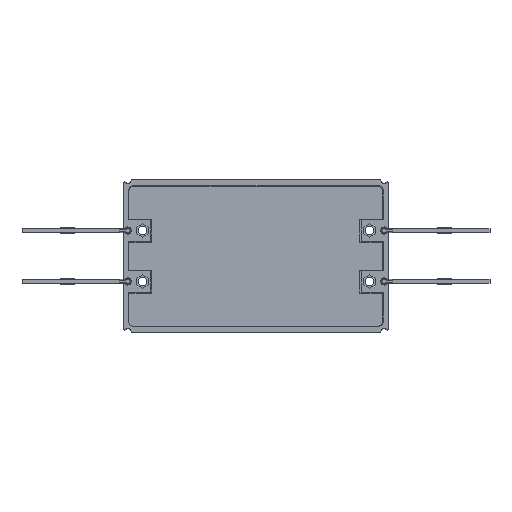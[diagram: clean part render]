
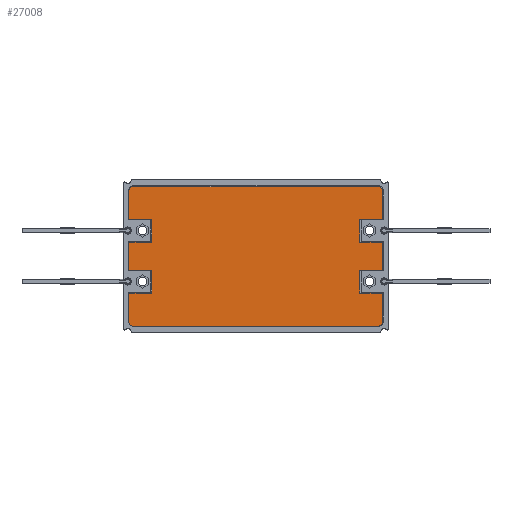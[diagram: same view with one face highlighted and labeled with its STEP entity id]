
A CAD part, left-side view. The second image highlights one B-rep face of the part: STEP entity #27008.
In plain terms, the highlighted face is planar.
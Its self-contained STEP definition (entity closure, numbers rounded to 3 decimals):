
#26561=CARTESIAN_POINT('',(32.3,-60.3,0.));
#26562=DIRECTION('',(0.,0.,1.));
#26563=DIRECTION('',(0.,-1.,0.));
#26564=AXIS2_PLACEMENT_3D('',#26561,#26562,#26563);
#26566=CARTESIAN_POINT('',(32.3,60.3,0.));
#26567=DIRECTION('',(0.,0.,1.));
#26568=DIRECTION('',(1.,0.,0.));
#26569=AXIS2_PLACEMENT_3D('',#26566,#26567,#26568);
#26571=CARTESIAN_POINT('',(-32.3,60.3,0.));
#26572=DIRECTION('',(0.,0.,1.));
#26573=DIRECTION('',(0.,1.,0.));
#26574=AXIS2_PLACEMENT_3D('',#26571,#26572,#26573);
#26576=CARTESIAN_POINT('',(-32.3,-60.3,0.));
#26577=DIRECTION('',(0.,0.,1.));
#26578=DIRECTION('',(-1.,0.,0.));
#26579=AXIS2_PLACEMENT_3D('',#26576,#26577,#26578);
#26589=DIRECTION('',(-1.,0.,0.));
#26590=VECTOR('',#26589,14.3);
#26591=CARTESIAN_POINT('',(32.3,-62.3,0.));
#26592=LINE('',#26591,#26590);
#26593=DIRECTION('',(0.,1.,0.));
#26594=VECTOR('',#26593,11.2);
#26595=CARTESIAN_POINT('',(18.,-62.3,0.));
#26596=LINE('',#26595,#26594);
#26601=DIRECTION('',(-1.,0.,0.));
#26602=VECTOR('',#26601,11.);
#26603=CARTESIAN_POINT('',(18.,-51.1,0.));
#26604=LINE('',#26603,#26602);
#26609=DIRECTION('',(0.,-1.,0.));
#26610=VECTOR('',#26609,11.2);
#26611=CARTESIAN_POINT('',(7.,-51.1,0.));
#26612=LINE('',#26611,#26610);
#26617=DIRECTION('',(-1.,0.,0.));
#26618=VECTOR('',#26617,14.);
#26619=CARTESIAN_POINT('',(7.,-62.3,0.));
#26620=LINE('',#26619,#26618);
#26625=DIRECTION('',(0.,1.,0.));
#26626=VECTOR('',#26625,11.2);
#26627=CARTESIAN_POINT('',(-7.,-62.3,0.));
#26628=LINE('',#26627,#26626);
#26633=DIRECTION('',(-1.,0.,0.));
#26634=VECTOR('',#26633,11.);
#26635=CARTESIAN_POINT('',(-7.,-51.1,0.));
#26636=LINE('',#26635,#26634);
#26641=DIRECTION('',(0.,-1.,0.));
#26642=VECTOR('',#26641,11.2);
#26643=CARTESIAN_POINT('',(-18.,-51.1,0.));
#26644=LINE('',#26643,#26642);
#26653=DIRECTION('',(-1.,0.,0.));
#26654=VECTOR('',#26653,14.3);
#26655=CARTESIAN_POINT('',(-18.,-62.3,0.));
#26656=LINE('',#26655,#26654);
#26665=DIRECTION('',(0.,1.,0.));
#26666=VECTOR('',#26665,120.6);
#26667=CARTESIAN_POINT('',(-34.3,-60.3,0.));
#26668=LINE('',#26667,#26666);
#26677=DIRECTION('',(1.,0.,0.));
#26678=VECTOR('',#26677,14.3);
#26679=CARTESIAN_POINT('',(-32.3,62.3,0.));
#26680=LINE('',#26679,#26678);
#26681=DIRECTION('',(0.,-1.,0.));
#26682=VECTOR('',#26681,11.2);
#26683=CARTESIAN_POINT('',(-18.,62.3,0.));
#26684=LINE('',#26683,#26682);
#26689=DIRECTION('',(1.,0.,0.));
#26690=VECTOR('',#26689,11.);
#26691=CARTESIAN_POINT('',(-18.,51.1,0.));
#26692=LINE('',#26691,#26690);
#26697=DIRECTION('',(0.,1.,0.));
#26698=VECTOR('',#26697,11.2);
#26699=CARTESIAN_POINT('',(-7.,51.1,0.));
#26700=LINE('',#26699,#26698);
#26705=DIRECTION('',(1.,0.,0.));
#26706=VECTOR('',#26705,14.);
#26707=CARTESIAN_POINT('',(-7.,62.3,0.));
#26708=LINE('',#26707,#26706);
#26713=DIRECTION('',(0.,-1.,0.));
#26714=VECTOR('',#26713,11.2);
#26715=CARTESIAN_POINT('',(7.,62.3,0.));
#26716=LINE('',#26715,#26714);
#26721=DIRECTION('',(1.,0.,0.));
#26722=VECTOR('',#26721,11.);
#26723=CARTESIAN_POINT('',(7.,51.1,0.));
#26724=LINE('',#26723,#26722);
#26729=DIRECTION('',(0.,1.,0.));
#26730=VECTOR('',#26729,11.2);
#26731=CARTESIAN_POINT('',(18.,51.1,0.));
#26732=LINE('',#26731,#26730);
#26741=DIRECTION('',(1.,0.,0.));
#26742=VECTOR('',#26741,14.3);
#26743=CARTESIAN_POINT('',(18.,62.3,0.));
#26744=LINE('',#26743,#26742);
#26753=DIRECTION('',(0.,-1.,0.));
#26754=VECTOR('',#26753,120.6);
#26755=CARTESIAN_POINT('',(34.3,60.3,0.));
#26756=LINE('',#26755,#26754);
#26857=CARTESIAN_POINT('',(32.3,-62.3,0.));
#26858=CARTESIAN_POINT('',(34.3,-60.3,0.));
#26859=VERTEX_POINT('',#26857);
#26860=VERTEX_POINT('',#26858);
#26861=CARTESIAN_POINT('',(34.3,60.3,0.));
#26862=VERTEX_POINT('',#26861);
#26863=CARTESIAN_POINT('',(32.3,62.3,0.));
#26864=VERTEX_POINT('',#26863);
#26865=CARTESIAN_POINT('',(18.,62.3,0.));
#26866=VERTEX_POINT('',#26865);
#26867=CARTESIAN_POINT('',(18.,51.1,0.));
#26868=VERTEX_POINT('',#26867);
#26869=CARTESIAN_POINT('',(7.,51.1,0.));
#26870=VERTEX_POINT('',#26869);
#26871=CARTESIAN_POINT('',(7.,62.3,0.));
#26872=VERTEX_POINT('',#26871);
#26873=CARTESIAN_POINT('',(-7.,62.3,0.));
#26874=VERTEX_POINT('',#26873);
#26875=CARTESIAN_POINT('',(-7.,51.1,0.));
#26876=VERTEX_POINT('',#26875);
#26877=CARTESIAN_POINT('',(-18.,51.1,0.));
#26878=VERTEX_POINT('',#26877);
#26879=CARTESIAN_POINT('',(-18.,62.3,0.));
#26880=VERTEX_POINT('',#26879);
#26881=CARTESIAN_POINT('',(-32.3,62.3,0.));
#26882=VERTEX_POINT('',#26881);
#26883=CARTESIAN_POINT('',(-34.3,60.3,0.));
#26884=VERTEX_POINT('',#26883);
#26885=CARTESIAN_POINT('',(-34.3,-60.3,0.));
#26886=VERTEX_POINT('',#26885);
#26887=CARTESIAN_POINT('',(-32.3,-62.3,0.));
#26888=VERTEX_POINT('',#26887);
#26889=CARTESIAN_POINT('',(-18.,-62.3,0.));
#26890=VERTEX_POINT('',#26889);
#26891=CARTESIAN_POINT('',(-18.,-51.1,0.));
#26892=VERTEX_POINT('',#26891);
#26893=CARTESIAN_POINT('',(-7.,-51.1,0.));
#26894=VERTEX_POINT('',#26893);
#26895=CARTESIAN_POINT('',(-7.,-62.3,0.));
#26896=VERTEX_POINT('',#26895);
#26897=CARTESIAN_POINT('',(7.,-62.3,0.));
#26898=VERTEX_POINT('',#26897);
#26899=CARTESIAN_POINT('',(7.,-51.1,0.));
#26900=VERTEX_POINT('',#26899);
#26901=CARTESIAN_POINT('',(18.,-51.1,0.));
#26902=VERTEX_POINT('',#26901);
#26903=CARTESIAN_POINT('',(18.,-62.3,0.));
#26904=VERTEX_POINT('',#26903);
#26953=CARTESIAN_POINT('',(0.,0.,0.));
#26954=DIRECTION('',(0.,0.,1.));
#26955=DIRECTION('',(1.,0.,0.));
#26956=AXIS2_PLACEMENT_3D('',#26953,#26954,#26955);
#26957=PLANE('',#26956);
#26959=ORIENTED_EDGE('',*,*,#26958,.T.);
#26961=ORIENTED_EDGE('',*,*,#26960,.F.);
#26963=ORIENTED_EDGE('',*,*,#26962,.T.);
#26965=ORIENTED_EDGE('',*,*,#26964,.F.);
#26967=ORIENTED_EDGE('',*,*,#26966,.F.);
#26969=ORIENTED_EDGE('',*,*,#26968,.F.);
#26971=ORIENTED_EDGE('',*,*,#26970,.F.);
#26973=ORIENTED_EDGE('',*,*,#26972,.F.);
#26975=ORIENTED_EDGE('',*,*,#26974,.F.);
#26977=ORIENTED_EDGE('',*,*,#26976,.F.);
#26979=ORIENTED_EDGE('',*,*,#26978,.F.);
#26981=ORIENTED_EDGE('',*,*,#26980,.F.);
#26983=ORIENTED_EDGE('',*,*,#26982,.T.);
#26985=ORIENTED_EDGE('',*,*,#26984,.F.);
#26987=ORIENTED_EDGE('',*,*,#26986,.T.);
#26989=ORIENTED_EDGE('',*,*,#26988,.F.);
#26991=ORIENTED_EDGE('',*,*,#26990,.F.);
#26993=ORIENTED_EDGE('',*,*,#26992,.F.);
#26995=ORIENTED_EDGE('',*,*,#26994,.F.);
#26997=ORIENTED_EDGE('',*,*,#26996,.F.);
#26999=ORIENTED_EDGE('',*,*,#26998,.F.);
#27001=ORIENTED_EDGE('',*,*,#27000,.F.);
#27003=ORIENTED_EDGE('',*,*,#27002,.F.);
#27005=ORIENTED_EDGE('',*,*,#27004,.F.);
#27006=EDGE_LOOP('',(#26959,#26961,#26963,#26965,#26967,#26969,#26971,#26973,
#26975,#26977,#26979,#26981,#26983,#26985,#26987,#26989,#26991,#26993,#26995,
#26997,#26999,#27001,#27003,#27005));
#27007=FACE_OUTER_BOUND('',#27006,.F.);
#27008=ADVANCED_FACE('',(#27007),#26957,.F.);
#26565=CIRCLE('',#26564,2.);
#26570=CIRCLE('',#26569,2.);
#26575=CIRCLE('',#26574,2.);
#26580=CIRCLE('',#26579,2.);
#26958=EDGE_CURVE('',#26859,#26860,#26565,.T.);
#26960=EDGE_CURVE('',#26862,#26860,#26756,.T.);
#26962=EDGE_CURVE('',#26862,#26864,#26570,.T.);
#26964=EDGE_CURVE('',#26866,#26864,#26744,.T.);
#26966=EDGE_CURVE('',#26868,#26866,#26732,.T.);
#26968=EDGE_CURVE('',#26870,#26868,#26724,.T.);
#26970=EDGE_CURVE('',#26872,#26870,#26716,.T.);
#26972=EDGE_CURVE('',#26874,#26872,#26708,.T.);
#26974=EDGE_CURVE('',#26876,#26874,#26700,.T.);
#26976=EDGE_CURVE('',#26878,#26876,#26692,.T.);
#26978=EDGE_CURVE('',#26880,#26878,#26684,.T.);
#26980=EDGE_CURVE('',#26882,#26880,#26680,.T.);
#26982=EDGE_CURVE('',#26882,#26884,#26575,.T.);
#26984=EDGE_CURVE('',#26886,#26884,#26668,.T.);
#26986=EDGE_CURVE('',#26886,#26888,#26580,.T.);
#26988=EDGE_CURVE('',#26890,#26888,#26656,.T.);
#26990=EDGE_CURVE('',#26892,#26890,#26644,.T.);
#26992=EDGE_CURVE('',#26894,#26892,#26636,.T.);
#26994=EDGE_CURVE('',#26896,#26894,#26628,.T.);
#26996=EDGE_CURVE('',#26898,#26896,#26620,.T.);
#26998=EDGE_CURVE('',#26900,#26898,#26612,.T.);
#27000=EDGE_CURVE('',#26902,#26900,#26604,.T.);
#27002=EDGE_CURVE('',#26904,#26902,#26596,.T.);
#27004=EDGE_CURVE('',#26859,#26904,#26592,.T.);
